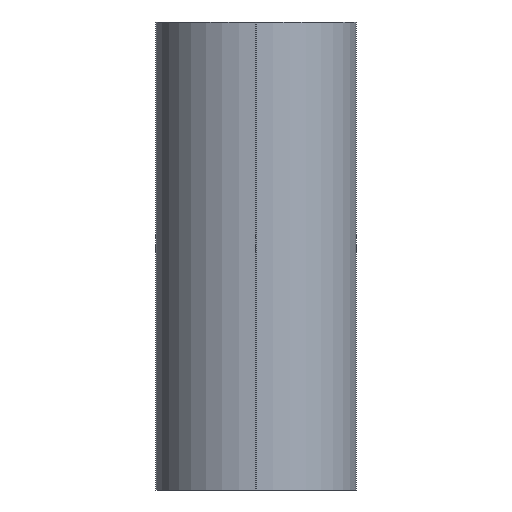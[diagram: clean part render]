
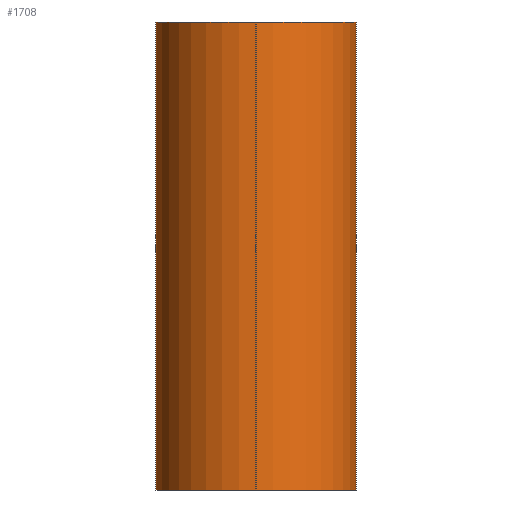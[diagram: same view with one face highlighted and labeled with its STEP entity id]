
A CAD part, left-side view. The second image highlights one B-rep face of the part: STEP entity #1708.
In plain terms, the highlighted cylindrical face has radius 38.6 mm (diameter 77.2 mm), a partial arc.
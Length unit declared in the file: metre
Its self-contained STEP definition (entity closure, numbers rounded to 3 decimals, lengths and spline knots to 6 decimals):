
#61=LINE('',#2577,#165);
#65=LINE('',#2585,#169);
#66=LINE('',#2602,#170);
#67=LINE('',#2618,#171);
#68=LINE('',#2634,#172);
#69=LINE('',#2650,#173);
#165=VECTOR('',#2063,1.);
#169=VECTOR('',#2069,1.);
#170=VECTOR('',#2074,1.);
#171=VECTOR('',#2077,1.);
#172=VECTOR('',#2080,1.);
#173=VECTOR('',#2083,1.);
#252=B_SPLINE_CURVE_WITH_KNOTS('',3,(#2587,#2588,#2589,#2590,#2591),
 .UNSPECIFIED.,.F.,.F.,(4,1,4),(0.,0.00157,0.003139),
 .UNSPECIFIED.);
#253=B_SPLINE_CURVE_WITH_KNOTS('',3,(#2596,#2597,#2598,#2599,#2600),
 .UNSPECIFIED.,.F.,.F.,(4,1,4),(0.,0.001594,0.003187),
 .UNSPECIFIED.);
#254=B_SPLINE_CURVE_WITH_KNOTS('',3,(#2604,#2605,#2606,#2607,#2608),
 .UNSPECIFIED.,.F.,.F.,(4,1,4),(0.,0.001594,
0.003187),.UNSPECIFIED.);
#255=B_SPLINE_CURVE_WITH_KNOTS('',3,(#2612,#2613,#2614,#2615,#2616),
 .UNSPECIFIED.,.F.,.F.,(4,1,4),(0.,0.00157,
0.003139),.UNSPECIFIED.);
#256=B_SPLINE_CURVE_WITH_KNOTS('',3,(#2620,#2621,#2622,#2623,#2624),
 .UNSPECIFIED.,.F.,.F.,(4,1,4),(0.,0.001564,0.003129),
 .UNSPECIFIED.);
#257=B_SPLINE_CURVE_WITH_KNOTS('',3,(#2628,#2629,#2630,#2631,#2632),
 .UNSPECIFIED.,.F.,.F.,(4,1,4),(0.,0.001564,0.003129),
 .UNSPECIFIED.);
#258=B_SPLINE_CURVE_WITH_KNOTS('',3,(#2636,#2637,#2638,#2639,#2640),
 .UNSPECIFIED.,.F.,.F.,(4,1,4),(0.,0.001564,0.003129),
 .UNSPECIFIED.);
#259=B_SPLINE_CURVE_WITH_KNOTS('',3,(#2644,#2645,#2646,#2647,#2648),
 .UNSPECIFIED.,.F.,.F.,(4,1,4),(0.,0.001564,0.003129),
 .UNSPECIFIED.);
#408=ORIENTED_EDGE('',*,*,#958,.T.);
#409=ORIENTED_EDGE('',*,*,#959,.T.);
#410=ORIENTED_EDGE('',*,*,#960,.F.);
#411=ORIENTED_EDGE('',*,*,#961,.T.);
#412=ORIENTED_EDGE('',*,*,#962,.F.);
#413=ORIENTED_EDGE('',*,*,#963,.T.);
#414=ORIENTED_EDGE('',*,*,#964,.T.);
#415=ORIENTED_EDGE('',*,*,#965,.F.);
#416=ORIENTED_EDGE('',*,*,#966,.F.);
#417=ORIENTED_EDGE('',*,*,#967,.F.);
#418=ORIENTED_EDGE('',*,*,#968,.F.);
#419=ORIENTED_EDGE('',*,*,#969,.T.);
#420=ORIENTED_EDGE('',*,*,#970,.F.);
#421=ORIENTED_EDGE('',*,*,#971,.T.);
#422=ORIENTED_EDGE('',*,*,#972,.F.);
#423=ORIENTED_EDGE('',*,*,#973,.F.);
#424=ORIENTED_EDGE('',*,*,#974,.F.);
#425=ORIENTED_EDGE('',*,*,#957,.T.);
#426=ORIENTED_EDGE('',*,*,#975,.T.);
#427=ORIENTED_EDGE('',*,*,#953,.F.);
#953=EDGE_CURVE('',#1228,#1229,#61,.T.);
#957=EDGE_CURVE('',#1230,#1231,#65,.T.);
#958=EDGE_CURVE('',#1232,#1233,#252,.T.);
#959=EDGE_CURVE('',#1233,#1234,#1380,.T.);
#960=EDGE_CURVE('',#1235,#1234,#253,.T.);
#961=EDGE_CURVE('',#1235,#1236,#66,.F.);
#962=EDGE_CURVE('',#1237,#1236,#254,.T.);
#963=EDGE_CURVE('',#1237,#1238,#1381,.T.);
#964=EDGE_CURVE('',#1238,#1239,#255,.T.);
#965=EDGE_CURVE('',#1240,#1239,#67,.T.);
#966=EDGE_CURVE('',#1241,#1240,#256,.T.);
#967=EDGE_CURVE('',#1242,#1241,#1382,.T.);
#968=EDGE_CURVE('',#1243,#1242,#257,.T.);
#969=EDGE_CURVE('',#1243,#1244,#68,.T.);
#970=EDGE_CURVE('',#1245,#1244,#258,.T.);
#971=EDGE_CURVE('',#1245,#1246,#1383,.T.);
#972=EDGE_CURVE('',#1247,#1246,#259,.T.);
#973=EDGE_CURVE('',#1232,#1247,#69,.T.);
#974=EDGE_CURVE('',#1230,#1228,#1384,.T.);
#975=EDGE_CURVE('',#1231,#1229,#1385,.T.);
#1228=VERTEX_POINT('',#2576);
#1229=VERTEX_POINT('',#2578);
#1230=VERTEX_POINT('',#2582);
#1231=VERTEX_POINT('',#2584);
#1232=VERTEX_POINT('',#2592);
#1233=VERTEX_POINT('',#2593);
#1234=VERTEX_POINT('',#2595);
#1235=VERTEX_POINT('',#2601);
#1236=VERTEX_POINT('',#2603);
#1237=VERTEX_POINT('',#2609);
#1238=VERTEX_POINT('',#2611);
#1239=VERTEX_POINT('',#2617);
#1240=VERTEX_POINT('',#2619);
#1241=VERTEX_POINT('',#2625);
#1242=VERTEX_POINT('',#2627);
#1243=VERTEX_POINT('',#2633);
#1244=VERTEX_POINT('',#2635);
#1245=VERTEX_POINT('',#2641);
#1246=VERTEX_POINT('',#2643);
#1247=VERTEX_POINT('',#2649);
#1380=CIRCLE('',#1843,0.0386);
#1381=CIRCLE('',#1844,0.0386);
#1382=CIRCLE('',#1845,0.0386);
#1383=CIRCLE('',#1846,0.0386);
#1384=CIRCLE('',#1847,0.0386);
#1385=CIRCLE('',#1848,0.0386);
#1435=EDGE_LOOP('',(#408,#409,#410,#411,#412,#413,#414,#415,#416,#417,#418,
#419,#420,#421,#422,#423));
#1436=EDGE_LOOP('',(#424,#425,#426,#427));
#1537=FACE_BOUND('',#1435,.T.);
#1538=FACE_BOUND('',#1436,.T.);
#1633=CYLINDRICAL_SURFACE('',#1842,0.0386);
#1708=ADVANCED_FACE('',(#1537,#1538),#1633,.T.);
#1842=AXIS2_PLACEMENT_3D('',#2586,#2070,#2071);
#1843=AXIS2_PLACEMENT_3D('',#2594,#2072,#2073);
#1844=AXIS2_PLACEMENT_3D('',#2610,#2075,#2076);
#1845=AXIS2_PLACEMENT_3D('',#2626,#2078,#2079);
#1846=AXIS2_PLACEMENT_3D('',#2642,#2081,#2082);
#1847=AXIS2_PLACEMENT_3D('',#2651,#2084,#2085);
#1848=AXIS2_PLACEMENT_3D('',#2652,#2086,#2087);
#2063=DIRECTION('',(0.,0.,-1.));
#2069=DIRECTION('',(0.,0.,-1.));
#2070=DIRECTION('',(0.,0.,-1.));
#2071=DIRECTION('',(-1.,0.,0.));
#2072=DIRECTION('',(0.,0.,-1.));
#2073=DIRECTION('',(-1.,0.,0.));
#2074=DIRECTION('',(0.,0.,-1.));
#2075=DIRECTION('',(0.,0.,1.));
#2076=DIRECTION('',(1.,0.,0.));
#2077=DIRECTION('',(0.,0.,-1.));
#2078=DIRECTION('',(0.,0.,-1.));
#2079=DIRECTION('',(-1.,0.,0.));
#2080=DIRECTION('',(0.,0.,-1.));
#2081=DIRECTION('',(0.,0.,-1.));
#2082=DIRECTION('',(-1.,0.,0.));
#2083=DIRECTION('',(0.,0.,-1.));
#2084=DIRECTION('',(0.,0.,1.));
#2085=DIRECTION('',(1.,0.,0.));
#2086=DIRECTION('',(0.,0.,1.));
#2087=DIRECTION('',(1.,0.,0.));
#2576=CARTESIAN_POINT('',(-0.0386,0.000025,0.511));
#2577=CARTESIAN_POINT('',(-0.0386,0.000025,0.511002));
#2578=CARTESIAN_POINT('',(-0.0386,0.000025,0.331));
#2582=CARTESIAN_POINT('',(-0.0386,-0.000025,0.511));
#2584=CARTESIAN_POINT('',(-0.0386,-0.000025,0.331));
#2585=CARTESIAN_POINT('',(-0.0386,-0.000025,0.511002));
#2586=CARTESIAN_POINT('',(0.,0.,0.511002));
#2587=CARTESIAN_POINT('',(0.02426,-0.030023,0.340955));
#2588=CARTESIAN_POINT('',(0.02426,-0.030023,0.341485));
#2589=CARTESIAN_POINT('',(0.023918,-0.030304,0.342525));
#2590=CARTESIAN_POINT('',(0.023088,-0.030938,0.342955));
#2591=CARTESIAN_POINT('',(0.022658,-0.03125,0.342955));
#2592=CARTESIAN_POINT('',(0.02426,-0.030023,0.340955));
#2593=CARTESIAN_POINT('',(0.022658,-0.03125,0.342955));
#2594=CARTESIAN_POINT('',(0.,0.,0.342955));
#2595=CARTESIAN_POINT('',(0.019539,-0.033289,0.342955));
#2596=CARTESIAN_POINT('',(0.017716,-0.034294,0.344955));
#2597=CARTESIAN_POINT('',(0.017716,-0.034294,0.344416));
#2598=CARTESIAN_POINT('',(0.018144,-0.034077,0.343372));
#2599=CARTESIAN_POINT('',(0.019075,-0.033562,0.342955));
#2600=CARTESIAN_POINT('',(0.019539,-0.033289,0.342955));
#2601=CARTESIAN_POINT('',(0.017716,-0.034294,0.344955));
#2602=CARTESIAN_POINT('',(0.017716,-0.034294,0.511002));
#2603=CARTESIAN_POINT('',(0.017716,-0.034294,0.3471));
#2604=CARTESIAN_POINT('',(0.019539,-0.033289,0.3491));
#2605=CARTESIAN_POINT('',(0.019074,-0.033562,0.3491));
#2606=CARTESIAN_POINT('',(0.018146,-0.034076,0.348685));
#2607=CARTESIAN_POINT('',(0.017716,-0.034294,0.34764));
#2608=CARTESIAN_POINT('',(0.017716,-0.034294,0.3471));
#2609=CARTESIAN_POINT('',(0.019539,-0.033289,0.3491));
#2610=CARTESIAN_POINT('',(0.,0.,0.3491));
#2611=CARTESIAN_POINT('',(0.022658,-0.03125,0.3491));
#2612=CARTESIAN_POINT('',(0.022658,-0.03125,0.3491));
#2613=CARTESIAN_POINT('',(0.023088,-0.030938,0.3491));
#2614=CARTESIAN_POINT('',(0.023917,-0.030305,0.349529));
#2615=CARTESIAN_POINT('',(0.02426,-0.030023,0.35057));
#2616=CARTESIAN_POINT('',(0.02426,-0.030023,0.3511));
#2617=CARTESIAN_POINT('',(0.02426,-0.030023,0.3511));
#2618=CARTESIAN_POINT('',(0.02426,-0.030023,0.511002));
#2619=CARTESIAN_POINT('',(0.02426,-0.030023,0.355878));
#2620=CARTESIAN_POINT('',(0.025788,-0.028722,0.357878));
#2621=CARTESIAN_POINT('',(0.025394,-0.029076,0.357878));
#2622=CARTESIAN_POINT('',(0.024605,-0.029749,0.357444));
#2623=CARTESIAN_POINT('',(0.02426,-0.030023,0.356407));
#2624=CARTESIAN_POINT('',(0.02426,-0.030023,0.355878));
#2625=CARTESIAN_POINT('',(0.025788,-0.028722,0.357878));
#2626=CARTESIAN_POINT('',(0.,0.,0.357878));
#2627=CARTESIAN_POINT('',(0.028722,-0.025788,0.357878));
#2628=CARTESIAN_POINT('',(0.030023,-0.02426,0.355878));
#2629=CARTESIAN_POINT('',(0.030023,-0.02426,0.356407));
#2630=CARTESIAN_POINT('',(0.02975,-0.024604,0.357442));
#2631=CARTESIAN_POINT('',(0.029076,-0.025394,0.357878));
#2632=CARTESIAN_POINT('',(0.028722,-0.025788,0.357878));
#2633=CARTESIAN_POINT('',(0.030023,-0.02426,0.355878));
#2634=CARTESIAN_POINT('',(0.030023,-0.02426,0.511002));
#2635=CARTESIAN_POINT('',(0.030023,-0.02426,0.338953));
#2636=CARTESIAN_POINT('',(0.028722,-0.025788,0.336953));
#2637=CARTESIAN_POINT('',(0.029076,-0.025394,0.336953));
#2638=CARTESIAN_POINT('',(0.029749,-0.024605,0.337386));
#2639=CARTESIAN_POINT('',(0.030023,-0.02426,0.338424));
#2640=CARTESIAN_POINT('',(0.030023,-0.02426,0.338953));
#2641=CARTESIAN_POINT('',(0.028722,-0.025788,0.336953));
#2642=CARTESIAN_POINT('',(0.,0.,0.336953));
#2643=CARTESIAN_POINT('',(0.025788,-0.028722,0.336953));
#2644=CARTESIAN_POINT('',(0.02426,-0.030023,0.338953));
#2645=CARTESIAN_POINT('',(0.02426,-0.030023,0.338424));
#2646=CARTESIAN_POINT('',(0.024604,-0.02975,0.337388));
#2647=CARTESIAN_POINT('',(0.025394,-0.029076,0.336953));
#2648=CARTESIAN_POINT('',(0.025788,-0.028722,0.336953));
#2649=CARTESIAN_POINT('',(0.02426,-0.030023,0.338953));
#2650=CARTESIAN_POINT('',(0.02426,-0.030023,0.511002));
#2651=CARTESIAN_POINT('',(0.,0.,0.511));
#2652=CARTESIAN_POINT('',(0.,0.,0.331));
